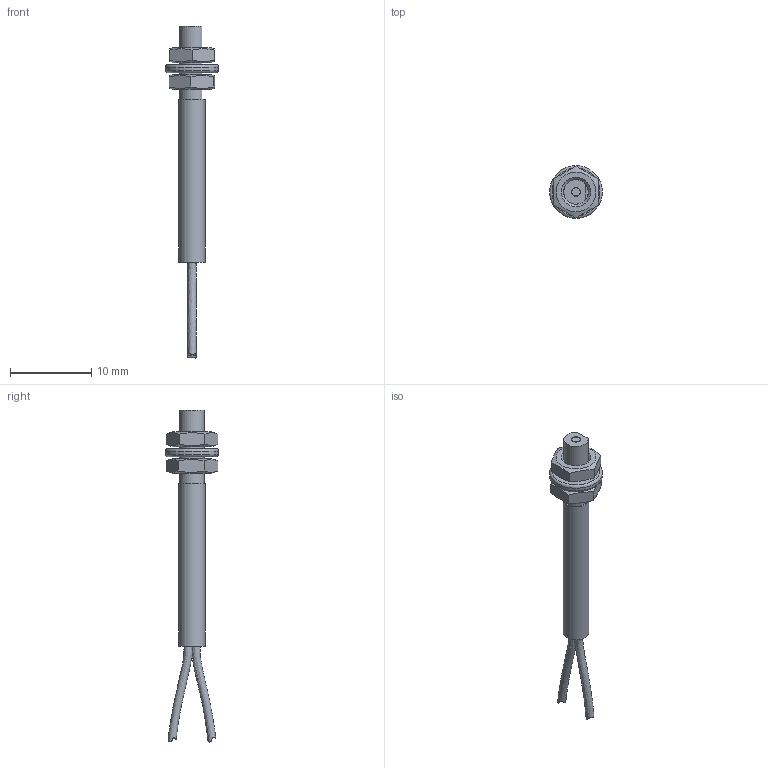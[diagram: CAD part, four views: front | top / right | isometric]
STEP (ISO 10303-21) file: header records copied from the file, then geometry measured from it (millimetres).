
FILE_DESCRIPTION(/* description */ (''),/* implementation_level */ '2;1');
FILE_NAME(/* name */ 'LT207204.stp',/* time_stamp */ '2016-10-06T14:32:59+02:00',/* author */ ('mitarbeiter'),/* organization */ (''),/* preprocessor_version */ 'ST-DEVELOPER v15.2',/* originating_system */ 'Autodesk Inventor 2014',/* authorisation */ '');
FILE_SCHEMA (('AUTOMOTIVE_DESIGN { 1 0 10303 214 3 1 1 }'));
Length unit declared in the file: millimetre
Products named in the file (4): LT207204 Korpus; Beilagscheibe 6,5; Mutter 3x1,8; LT207204
Bounding box: 6.49 x 6.49 x 40.78 mm (x, y, z)
Volume: 327 mm3; surface area: 609 mm2
Topology: 4 solids, 4 shells, 50 faces, 105 edges, 66 vertices
Faces by surface type: plane 24, cylinder 12, cone 8, torus 4, bspline 2
Full cylindrical faces by diameter (mm): 1 x1, 1.1 x1, 3 x2, 3.2 x1, 3.3 x1, 6.5 x1
Entity records: 1616 total; most frequent: CARTESIAN_POINT 862, DIRECTION 142, ORIENTED_EDGE 116, AXIS2_PLACEMENT_3D 65, EDGE_LOOP 59, EDGE_CURVE 58, VERTEX_POINT 44, FACE_OUTER_BOUND 37
